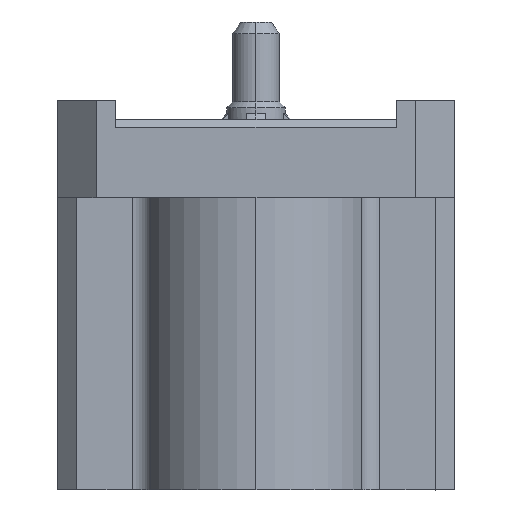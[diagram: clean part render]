
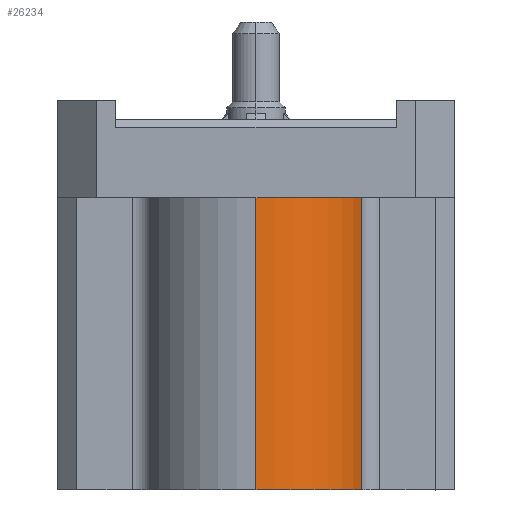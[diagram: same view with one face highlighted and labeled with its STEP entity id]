
A CAD part, left-side view. The second image highlights one B-rep face of the part: STEP entity #26234.
In plain terms, the highlighted cylindrical face has radius 2.89 mm (diameter 5.78 mm), a partial arc.
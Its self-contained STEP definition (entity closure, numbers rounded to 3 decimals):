
#40 = LINE ( 'NONE', #12427, #25220 ) ;
#195 = DIRECTION ( 'NONE',  ( 0., 0., -1. ) ) ;
#1248 = EDGE_CURVE ( 'NONE', #9170, #26170, #40, .T. ) ;
#1946 = DIRECTION ( 'NONE',  ( -1., 0., 0. ) ) ;
#2252 = VECTOR ( 'NONE', #24104, 1000. ) ;
#2607 = DIRECTION ( 'NONE',  ( 0., 0., 1. ) ) ;
#4072 = AXIS2_PLACEMENT_3D ( 'NONE', #28669, #4662, #1946 ) ;
#4487 = CARTESIAN_POINT ( 'NONE',  ( -7.135, 1.82, -3.05 ) ) ;
#4662 = DIRECTION ( 'NONE',  ( 0., 0., -1. ) ) ;
#7070 = ORIENTED_EDGE ( 'NONE', *, *, #1248, .T. ) ;
#9043 = ORIENTED_EDGE ( 'NONE', *, *, #29344, .T. ) ;
#9170 = VERTEX_POINT ( 'NONE', #22245 ) ;
#12427 = CARTESIAN_POINT ( 'NONE',  ( -10.025, 1.82, -3.05 ) ) ;
#12724 = CARTESIAN_POINT ( 'NONE',  ( -7.135, 1.82, -10.55 ) ) ;
#13085 = ORIENTED_EDGE ( 'NONE', *, *, #23937, .T. ) ;
#14132 = CARTESIAN_POINT ( 'NONE',  ( -8.158, -0.883, -10.55 ) ) ;
#14585 = ORIENTED_EDGE ( 'NONE', *, *, #15674, .F. ) ;
#14981 = CIRCLE ( 'NONE', #25747, 2.89 ) ;
#15674 = EDGE_CURVE ( 'NONE', #9170, #19076, #14981, .T. ) ;
#16225 = CARTESIAN_POINT ( 'NONE',  ( -8.158, -0.883, -3.05 ) ) ;
#17619 = AXIS2_PLACEMENT_3D ( 'NONE', #12724, #2607, #20112 ) ;
#18782 = CARTESIAN_POINT ( 'NONE',  ( -8.158, -0.883, -3.05 ) ) ;
#19076 = VERTEX_POINT ( 'NONE', #18782 ) ;
#20112 = DIRECTION ( 'NONE',  ( -1., 0., 0. ) ) ;
#21704 = VERTEX_POINT ( 'NONE', #14132 ) ;
#22202 = CARTESIAN_POINT ( 'NONE',  ( -10.025, 1.82, -10.55 ) ) ;
#22245 = CARTESIAN_POINT ( 'NONE',  ( -10.025, 1.82, -3.05 ) ) ;
#22842 = CYLINDRICAL_SURFACE ( 'NONE', #4072, 2.89 ) ;
#23935 = DIRECTION ( 'NONE',  ( 0., 0., 1. ) ) ;
#23937 = EDGE_CURVE ( 'NONE', #26170, #21704, #29763, .T. ) ;
#24104 = DIRECTION ( 'NONE',  ( 0., 0., 1. ) ) ;
#24812 = EDGE_LOOP ( 'NONE', ( #14585, #7070, #13085, #9043 ) ) ;
#25220 = VECTOR ( 'NONE', #195, 1000. ) ;
#25747 = AXIS2_PLACEMENT_3D ( 'NONE', #4487, #23935, #30571 ) ;
#26170 = VERTEX_POINT ( 'NONE', #22202 ) ;
#26234 = ADVANCED_FACE ( 'NONE', ( #28048 ), #22842, .T. ) ;
#28048 = FACE_OUTER_BOUND ( 'NONE', #24812, .T. ) ;
#28669 = CARTESIAN_POINT ( 'NONE',  ( -7.135, 1.82, -3.05 ) ) ;
#28831 = LINE ( 'NONE', #16225, #2252 ) ;
#29344 = EDGE_CURVE ( 'NONE', #21704, #19076, #28831, .T. ) ;
#29763 = CIRCLE ( 'NONE', #17619, 2.89 ) ;
#30571 = DIRECTION ( 'NONE',  ( -1., 0., 0. ) ) ;
